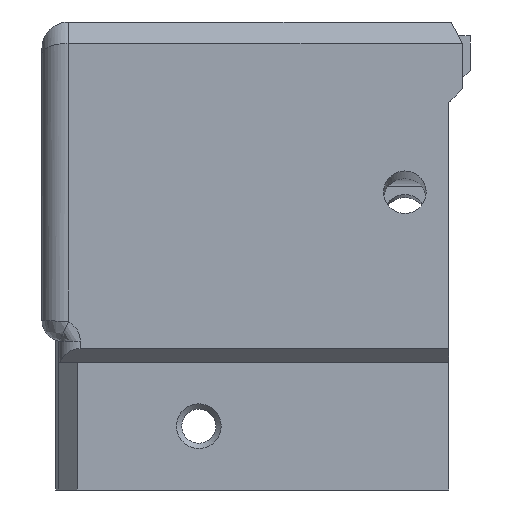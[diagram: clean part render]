
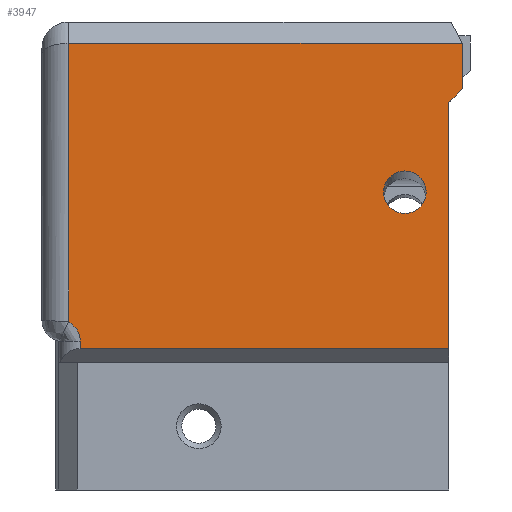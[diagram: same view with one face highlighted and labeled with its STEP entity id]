
A CAD part, left-side view. The second image highlights one B-rep face of the part: STEP entity #3947.
In plain terms, the highlighted planar face has unit normal (-1, 0, 0).
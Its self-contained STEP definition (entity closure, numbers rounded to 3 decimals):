
#66=FACE_BOUND('',#1500,.T.);
#141=LINE('',#5502,#594);
#282=LINE('',#5903,#735);
#373=LINE('',#6327,#826);
#374=LINE('',#6329,#827);
#375=LINE('',#6331,#828);
#376=LINE('',#6333,#829);
#377=LINE('',#6337,#830);
#378=LINE('',#6338,#831);
#594=VECTOR('',#4454,10.);
#735=VECTOR('',#4689,10.);
#826=VECTOR('',#4876,10.);
#827=VECTOR('',#4877,29.148);
#828=VECTOR('',#4878,10.);
#829=VECTOR('',#4879,10.);
#830=VECTOR('',#4882,2.);
#831=VECTOR('',#4883,10.);
#1083=PLANE('',#4214);
#1267=FACE_OUTER_BOUND('',#1499,.T.);
#1499=EDGE_LOOP('',(#3258,#3259,#3260,#3261,#3262,#3263,#3264,#3265,#3266));
#1500=EDGE_LOOP('',(#3267));
#1650=CIRCLE('',#4167,2.);
#1667=CIRCLE('',#4215,2.);
#1783=VERTEX_POINT('',#5496);
#1785=VERTEX_POINT('',#5500);
#1898=VERTEX_POINT('',#5898);
#1899=VERTEX_POINT('',#5922);
#1996=VERTEX_POINT('',#6326);
#1997=VERTEX_POINT('',#6328);
#1998=VERTEX_POINT('',#6330);
#1999=VERTEX_POINT('',#6332);
#2000=VERTEX_POINT('',#6334);
#2001=VERTEX_POINT('',#6336);
#2173=EDGE_CURVE('',#1785,#1783,#141,.T.);
#2333=EDGE_CURVE('',#1785,#1898,#282,.T.);
#2334=EDGE_CURVE('',#1899,#1899,#1650,.T.);
#2460=EDGE_CURVE('',#1996,#1783,#373,.T.);
#2461=EDGE_CURVE('',#1898,#1997,#374,.T.);
#2462=EDGE_CURVE('',#1998,#1997,#375,.T.);
#2463=EDGE_CURVE('',#1999,#1998,#376,.T.);
#2464=EDGE_CURVE('',#2000,#1999,#1667,.T.);
#2465=EDGE_CURVE('',#2001,#2000,#377,.T.);
#2466=EDGE_CURVE('',#1996,#2001,#378,.T.);
#3258=ORIENTED_EDGE('',*,*,#2460,.T.);
#3259=ORIENTED_EDGE('',*,*,#2173,.F.);
#3260=ORIENTED_EDGE('',*,*,#2333,.T.);
#3261=ORIENTED_EDGE('',*,*,#2461,.T.);
#3262=ORIENTED_EDGE('',*,*,#2462,.F.);
#3263=ORIENTED_EDGE('',*,*,#2463,.F.);
#3264=ORIENTED_EDGE('',*,*,#2464,.F.);
#3265=ORIENTED_EDGE('',*,*,#2465,.F.);
#3266=ORIENTED_EDGE('',*,*,#2466,.F.);
#3267=ORIENTED_EDGE('',*,*,#2334,.T.);
#3947=ADVANCED_FACE('',(#1267,#66),#1083,.T.);
#4167=AXIS2_PLACEMENT_3D('',#5923,#4690,#4691);
#4214=AXIS2_PLACEMENT_3D('',#6325,#4874,#4875);
#4215=AXIS2_PLACEMENT_3D('',#6335,#4880,#4881);
#4454=DIRECTION('',(0.,0.707,-0.707));
#4689=DIRECTION('',(0.,0.,1.));
#4690=DIRECTION('center_axis',(1.,0.,0.));
#4691=DIRECTION('ref_axis',(0.,0.,-1.));
#4874=DIRECTION('center_axis',(-1.,0.,0.));
#4875=DIRECTION('ref_axis',(0.,-1.,0.));
#4876=DIRECTION('',(0.,0.,1.));
#4877=DIRECTION('',(0.,0.1,0.995));
#4878=DIRECTION('',(0.,-1.,0.));
#4879=DIRECTION('',(0.,0.,1.));
#4880=DIRECTION('center_axis',(-1.,0.,0.));
#4881=DIRECTION('ref_axis',(0.,0.45,-0.893));
#4882=DIRECTION('',(0.,0.,1.));
#4883=DIRECTION('',(0.,1.,0.));
#5496=CARTESIAN_POINT('',(-42.5,-36.65,-12.332));
#5500=CARTESIAN_POINT('',(-42.5,-37.93,-11.052));
#5502=CARTESIAN_POINT('',(-42.5,-22.958,-26.024));
#5898=CARTESIAN_POINT('',(-42.5,-37.93,-6.846));
#5903=CARTESIAN_POINT('',(-42.5,-37.93,-48.776));
#5922=CARTESIAN_POINT('',(-42.5,-30.525,-20.775));
#5923=CARTESIAN_POINT('Origin',(-42.5,-32.525,-20.775));
#6325=CARTESIAN_POINT('Origin',(-42.5,1.6,-48.775));
#6326=CARTESIAN_POINT('',(-42.5,-36.65,-35.475));
#6327=CARTESIAN_POINT('',(-42.5,-36.65,-48.776));
#6328=CARTESIAN_POINT('',(-42.5,-37.923,-6.775));
#6329=CARTESIAN_POINT('',(-42.5,-37.721,-4.775));
#6330=CARTESIAN_POINT('',(-42.5,-0.9,-6.775));
#6331=CARTESIAN_POINT('',(-42.5,-23.588,-6.775));
#6332=CARTESIAN_POINT('',(-42.5,-0.9,-32.989));
#6333=CARTESIAN_POINT('',(-42.5,-0.9,-48.775));
#6334=CARTESIAN_POINT('',(-42.5,-2.,-34.775));
#6335=CARTESIAN_POINT('Origin',(-42.5,0.,-34.775));
#6336=CARTESIAN_POINT('',(-42.5,-2.,-35.475));
#6337=CARTESIAN_POINT('',(-42.5,-2.,-41.775));
#6338=CARTESIAN_POINT('',(-42.5,-21.588,-35.475));
